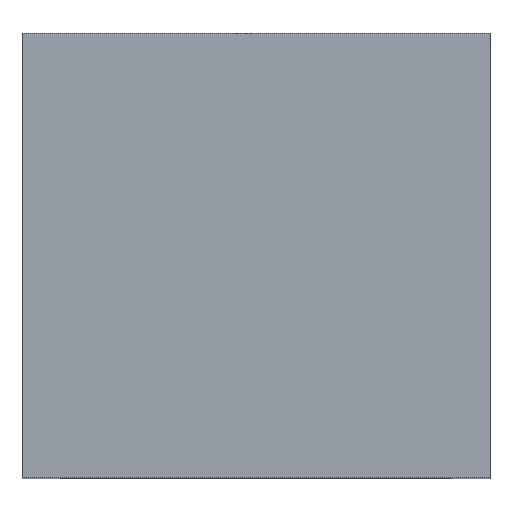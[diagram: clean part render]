
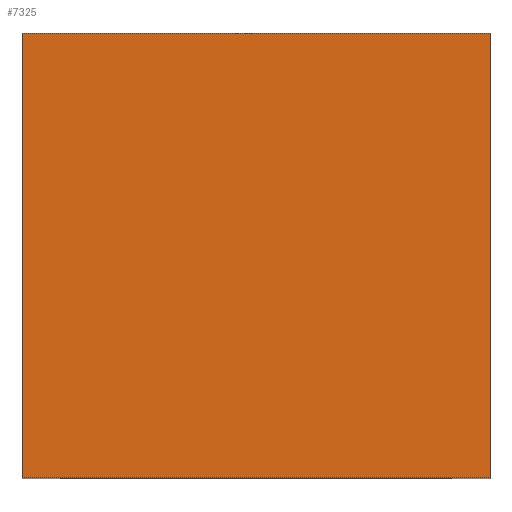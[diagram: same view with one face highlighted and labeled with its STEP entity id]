
A CAD part, top view. The second image highlights one B-rep face of the part: STEP entity #7325.
In plain terms, the highlighted planar face has unit normal (0, 0, 1).
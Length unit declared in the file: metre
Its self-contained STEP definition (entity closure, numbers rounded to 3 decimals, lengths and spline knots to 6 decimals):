
#693=LINE('',#13962,#1384);
#694=LINE('',#13965,#1385);
#695=LINE('',#13967,#1386);
#696=LINE('',#13969,#1387);
#1384=VECTOR('',#9705,1.);
#1385=VECTOR('',#9706,1.);
#1386=VECTOR('',#9707,1.);
#1387=VECTOR('',#9708,1.);
#3520=ORIENTED_EDGE('',*,*,#4882,.T.);
#3521=ORIENTED_EDGE('',*,*,#4883,.T.);
#3522=ORIENTED_EDGE('',*,*,#4884,.T.);
#3523=ORIENTED_EDGE('',*,*,#4885,.T.);
#4882=EDGE_CURVE('',#5588,#5589,#693,.T.);
#4883=EDGE_CURVE('',#5589,#5590,#694,.T.);
#4884=EDGE_CURVE('',#5590,#5591,#695,.T.);
#4885=EDGE_CURVE('',#5591,#5588,#696,.T.);
#5588=VERTEX_POINT('',#13963);
#5589=VERTEX_POINT('',#13964);
#5590=VERTEX_POINT('',#13966);
#5591=VERTEX_POINT('',#13968);
#6089=EDGE_LOOP('',(#3520,#3521,#3522,#3523));
#6593=FACE_BOUND('',#6089,.T.);
#6955=PLANE('',#8395);
#7325=ADVANCED_FACE('',(#6593),#6955,.T.);
#8395=AXIS2_PLACEMENT_3D('',#13961,#9703,#9704);
#9703=DIRECTION('',(0.,0.,1.));
#9704=DIRECTION('',(1.,0.,0.));
#9705=DIRECTION('',(0.,1.,0.));
#9706=DIRECTION('',(-1.,0.,0.));
#9707=DIRECTION('',(0.,-1.,0.));
#9708=DIRECTION('',(1.,0.,0.));
#13961=CARTESIAN_POINT('',(0.,-0.00107,0.0121));
#13962=CARTESIAN_POINT('',(0.00795,0.00648,0.0121));
#13963=CARTESIAN_POINT('',(0.00795,-0.00862,0.0121));
#13964=CARTESIAN_POINT('',(0.00795,0.00648,0.0121));
#13965=CARTESIAN_POINT('',(-0.00795,0.00648,0.0121));
#13966=CARTESIAN_POINT('',(-0.00795,0.00648,0.0121));
#13967=CARTESIAN_POINT('',(-0.00795,0.00648,0.0121));
#13968=CARTESIAN_POINT('',(-0.00795,-0.00862,0.0121));
#13969=CARTESIAN_POINT('',(-0.00795,-0.00862,0.0121));
